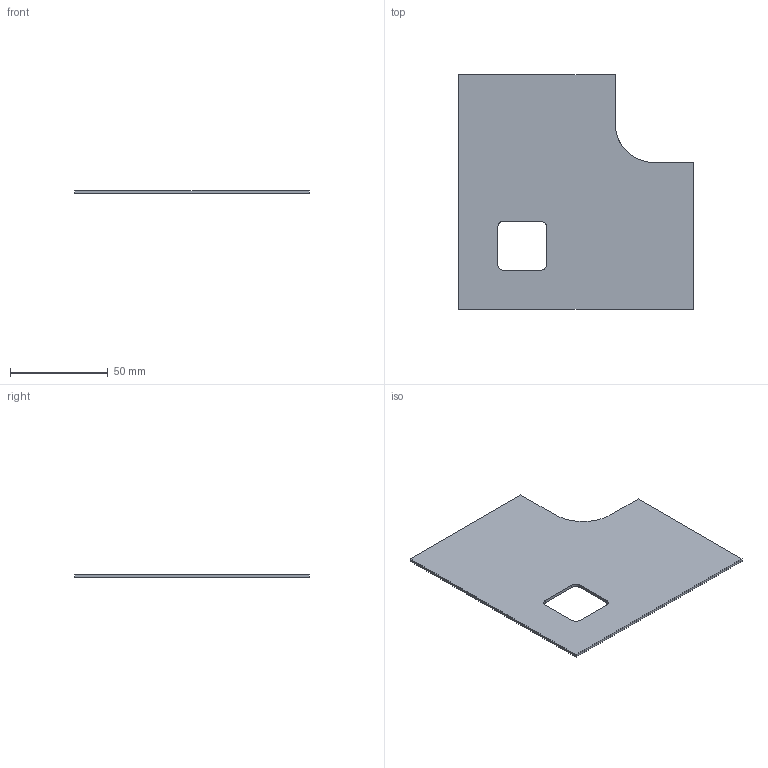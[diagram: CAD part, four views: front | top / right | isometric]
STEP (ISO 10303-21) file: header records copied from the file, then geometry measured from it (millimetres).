
FILE_DESCRIPTION((''),'2;1');
FILE_NAME( 'export_PCB.stp', '2000-08-23T13:01:51',('User'),('SDRC'),'I-DEAS Master Series 8','UNIX', 'Yes');
FILE_SCHEMA(('CONFIG_CONTROL_DESIGN'));
Length unit declared in the file: millimetre
Bounding box: 120 x 120 x 1.5 mm (x, y, z)
Volume: 18102.8 mm3; surface area: 24986.5 mm2
Topology: 1 solids, 1 shells, 17 faces, 65 edges, 70 vertices
Faces by surface type: bspline 17
Entity records: 643 total; most frequent: CARTESIAN_POINT 254, ORIENTED_EDGE 90, EDGE_CURVE 45, QUASI_UNIFORM_CURVE 42, VERTEX_POINT 30, EDGE_LOOP 19, FACE_OUTER_BOUND 17, ADVANCED_FACE 17
